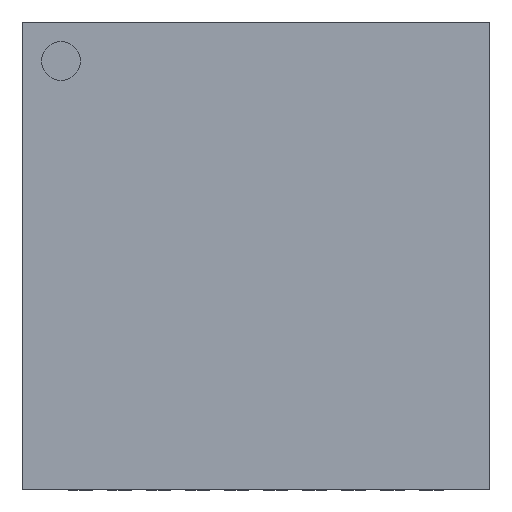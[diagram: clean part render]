
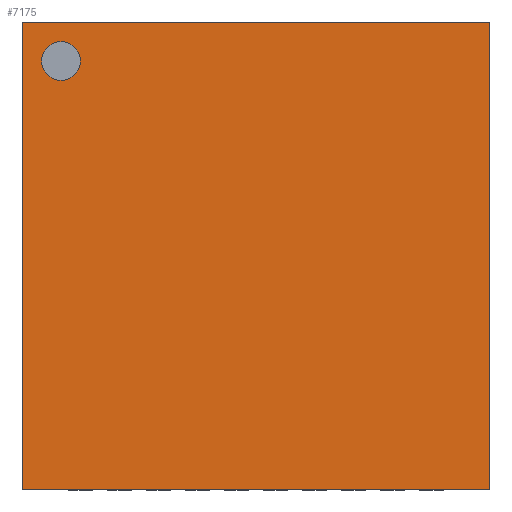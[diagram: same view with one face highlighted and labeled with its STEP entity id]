
A CAD part, top view. The second image highlights one B-rep face of the part: STEP entity #7175.
In plain terms, the highlighted planar face has unit normal (0, 0, 1).
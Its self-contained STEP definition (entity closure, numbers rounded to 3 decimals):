
#16=FACE_BOUND('',#1164,.T.);
#184=CIRCLE('',#7552,0.25);
#748=FACE_OUTER_BOUND('',#1163,.T.);
#1163=EDGE_LOOP('',(#6071,#6072,#6073,#6074));
#1164=EDGE_LOOP('',(#6075));
#1936=LINE('',#11754,#2760);
#1937=LINE('',#11756,#2761);
#1938=LINE('',#11758,#2762);
#1939=LINE('',#11759,#2763);
#2760=VECTOR('',#9698,6.);
#2761=VECTOR('',#9699,6.);
#2762=VECTOR('',#9700,6.);
#2763=VECTOR('',#9701,6.);
#3145=VERTEX_POINT('',#10828);
#3466=VERTEX_POINT('',#11752);
#3467=VERTEX_POINT('',#11753);
#3468=VERTEX_POINT('',#11755);
#3469=VERTEX_POINT('',#11757);
#3963=EDGE_CURVE('',#3145,#3145,#184,.T.);
#4404=EDGE_CURVE('',#3466,#3467,#1936,.T.);
#4405=EDGE_CURVE('',#3468,#3466,#1937,.T.);
#4406=EDGE_CURVE('',#3469,#3468,#1938,.T.);
#4407=EDGE_CURVE('',#3467,#3469,#1939,.T.);
#6071=ORIENTED_EDGE('',*,*,#4404,.F.);
#6072=ORIENTED_EDGE('',*,*,#4405,.F.);
#6073=ORIENTED_EDGE('',*,*,#4406,.F.);
#6074=ORIENTED_EDGE('',*,*,#4407,.F.);
#6075=ORIENTED_EDGE('',*,*,#3963,.T.);
#6761=PLANE('',#7794);
#7175=ADVANCED_FACE('',(#748,#16),#6761,.F.);
#7552=AXIS2_PLACEMENT_3D('',#10829,#8852,#8853);
#7794=AXIS2_PLACEMENT_3D('',#11751,#9696,#9697);
#8852=DIRECTION('center_axis',(0.,0.,-1.));
#8853=DIRECTION('ref_axis',(1.,0.,0.));
#9696=DIRECTION('center_axis',(0.,0.,-1.));
#9697=DIRECTION('ref_axis',(1.,0.,0.));
#9698=DIRECTION('',(0.,-1.,0.));
#9699=DIRECTION('',(1.,0.,0.));
#9700=DIRECTION('',(0.,1.,0.));
#9701=DIRECTION('',(-1.,0.,0.));
#10828=CARTESIAN_POINT('',(-2.25,2.5,0.8));
#10829=CARTESIAN_POINT('Origin',(-2.5,2.5,0.8));
#11751=CARTESIAN_POINT('Origin',(0.,0.,0.8));
#11752=CARTESIAN_POINT('',(3.,3.,0.8));
#11753=CARTESIAN_POINT('',(3.,-3.,0.8));
#11754=CARTESIAN_POINT('',(3.,0.,0.8));
#11755=CARTESIAN_POINT('',(-3.,3.,0.8));
#11756=CARTESIAN_POINT('',(0.,3.,0.8));
#11757=CARTESIAN_POINT('',(-3.,-3.,0.8));
#11758=CARTESIAN_POINT('',(-3.,0.,0.8));
#11759=CARTESIAN_POINT('',(0.,-3.,0.8));
